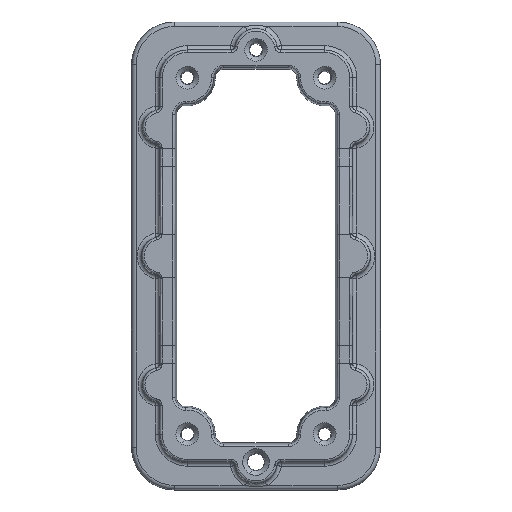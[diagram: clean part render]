
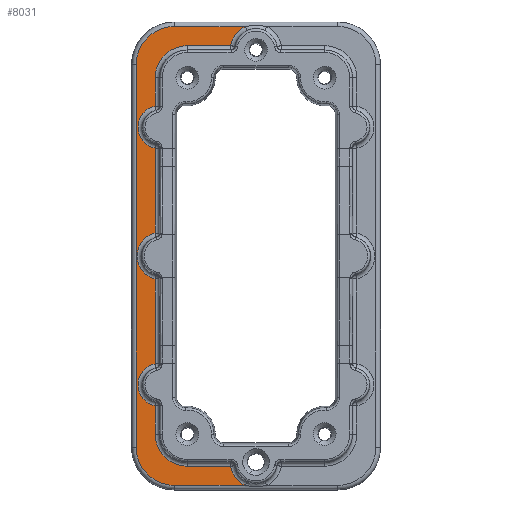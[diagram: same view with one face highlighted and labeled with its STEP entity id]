
A CAD part, top view. The second image highlights one B-rep face of the part: STEP entity #8031.
In plain terms, the highlighted planar face has unit normal (0, 0, 1).
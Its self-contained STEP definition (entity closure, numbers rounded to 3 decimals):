
#6247=AXIS2_PLACEMENT_3D('Circle Axis2P3D',#6245,#6246,$) ;
#6295=AXIS2_PLACEMENT_3D('Circle Axis2P3D',#6293,#6294,$) ;
#7906=AXIS2_PLACEMENT_3D('Plane Axis2P3D',#7903,#7904,#7905) ;
#7924=AXIS2_PLACEMENT_3D('Circle Axis2P3D',#7922,#7923,$) ;
#7938=AXIS2_PLACEMENT_3D('Circle Axis2P3D',#7936,#7937,$) ;
#7952=AXIS2_PLACEMENT_3D('Circle Axis2P3D',#7950,#7951,$) ;
#7966=AXIS2_PLACEMENT_3D('Circle Axis2P3D',#7964,#7965,$) ;
#7980=AXIS2_PLACEMENT_3D('Circle Axis2P3D',#7978,#7979,$) ;
#7994=AXIS2_PLACEMENT_3D('Circle Axis2P3D',#7992,#7993,$) ;
#8008=AXIS2_PLACEMENT_3D('Circle Axis2P3D',#8006,#8007,$) ;
#6235=CARTESIAN_POINT('Vertex',(10.,107.942,4.3)) ;
#6242=CARTESIAN_POINT('Vertex',(1.058,99.,4.3)) ;
#6245=CARTESIAN_POINT('Axis2P3D Location',(10.,99.,4.3)) ;
#6266=CARTESIAN_POINT('Vertex',(1.058,10.,4.3)) ;
#6269=CARTESIAN_POINT('Line Origine',(1.058,54.5,4.3)) ;
#6290=CARTESIAN_POINT('Vertex',(10.,1.058,4.3)) ;
#6293=CARTESIAN_POINT('Axis2P3D Location',(10.,10.,4.3)) ;
#7903=CARTESIAN_POINT('Axis2P3D Location',(29.,54.5,4.3)) ;
#7908=CARTESIAN_POINT('Line Origine',(18.258,107.942,4.3)) ;
#7912=CARTESIAN_POINT('Vertex',(26.515,107.942,4.3)) ;
#7915=CARTESIAN_POINT('Line Origine',(18.258,1.058,4.3)) ;
#7919=CARTESIAN_POINT('Vertex',(26.515,1.058,4.3)) ;
#7922=CARTESIAN_POINT('Axis2P3D Location',(29.,6.5,4.3)) ;
#7926=CARTESIAN_POINT('Vertex',(23.099,5.517,4.3)) ;
#7929=CARTESIAN_POINT('Line Origine',(18.049,5.517,4.3)) ;
#7933=CARTESIAN_POINT('Vertex',(13.,5.517,4.3)) ;
#7936=CARTESIAN_POINT('Axis2P3D Location',(13.,13.,4.3)) ;
#7940=CARTESIAN_POINT('Vertex',(5.517,13.,4.3)) ;
#7943=CARTESIAN_POINT('Line Origine',(5.517,16.308,4.3)) ;
#7947=CARTESIAN_POINT('Vertex',(5.517,19.615,4.3)) ;
#7950=CARTESIAN_POINT('Axis2P3D Location',(6.5,24.5,4.3)) ;
#7954=CARTESIAN_POINT('Vertex',(5.517,29.385,4.3)) ;
#7957=CARTESIAN_POINT('Line Origine',(5.517,39.277,4.3)) ;
#7961=CARTESIAN_POINT('Vertex',(5.517,49.169,4.3)) ;
#7964=CARTESIAN_POINT('Axis2P3D Location',(6.8,54.5,4.3)) ;
#7968=CARTESIAN_POINT('Vertex',(5.517,59.831,4.3)) ;
#7971=CARTESIAN_POINT('Line Origine',(5.517,69.723,4.3)) ;
#7975=CARTESIAN_POINT('Vertex',(5.517,79.615,4.3)) ;
#7978=CARTESIAN_POINT('Axis2P3D Location',(6.5,84.5,4.3)) ;
#7982=CARTESIAN_POINT('Vertex',(5.517,89.385,4.3)) ;
#7985=CARTESIAN_POINT('Line Origine',(5.517,92.692,4.3)) ;
#7989=CARTESIAN_POINT('Vertex',(5.517,96.,4.3)) ;
#7992=CARTESIAN_POINT('Axis2P3D Location',(13.,96.,4.3)) ;
#7996=CARTESIAN_POINT('Vertex',(13.,103.483,4.3)) ;
#7999=CARTESIAN_POINT('Line Origine',(18.049,103.483,4.3)) ;
#8003=CARTESIAN_POINT('Vertex',(23.099,103.483,4.3)) ;
#8006=CARTESIAN_POINT('Axis2P3D Location',(29.,102.5,4.3)) ;
#6246=DIRECTION('Axis2P3D Direction',(0.,-0.,1.)) ;
#6270=DIRECTION('Vector Direction',(0.,1.,0.)) ;
#6294=DIRECTION('Axis2P3D Direction',(0.,0.,1.)) ;
#7904=DIRECTION('Axis2P3D Direction',(-0.,0.,1.)) ;
#7905=DIRECTION('Axis2P3D XDirection',(0.,-1.,0.)) ;
#7909=DIRECTION('Vector Direction',(-1.,0.,0.)) ;
#7916=DIRECTION('Vector Direction',(1.,0.,0.)) ;
#7923=DIRECTION('Axis2P3D Direction',(-0.,0.,1.)) ;
#7930=DIRECTION('Vector Direction',(1.,0.,0.)) ;
#7937=DIRECTION('Axis2P3D Direction',(-0.,0.,1.)) ;
#7944=DIRECTION('Vector Direction',(0.,-1.,0.)) ;
#7951=DIRECTION('Axis2P3D Direction',(-0.,0.,1.)) ;
#7958=DIRECTION('Vector Direction',(0.,-1.,0.)) ;
#7965=DIRECTION('Axis2P3D Direction',(-0.,0.,1.)) ;
#7972=DIRECTION('Vector Direction',(0.,-1.,0.)) ;
#7979=DIRECTION('Axis2P3D Direction',(-0.,0.,1.)) ;
#7986=DIRECTION('Vector Direction',(0.,-1.,0.)) ;
#7993=DIRECTION('Axis2P3D Direction',(-0.,0.,1.)) ;
#8000=DIRECTION('Vector Direction',(1.,0.,0.)) ;
#8007=DIRECTION('Axis2P3D Direction',(-0.,0.,1.)) ;
#6271=VECTOR('Line Direction',#6270,1.) ;
#7910=VECTOR('Line Direction',#7909,1.) ;
#7917=VECTOR('Line Direction',#7916,1.) ;
#7931=VECTOR('Line Direction',#7930,1.) ;
#7945=VECTOR('Line Direction',#7944,1.) ;
#7959=VECTOR('Line Direction',#7958,1.) ;
#7973=VECTOR('Line Direction',#7972,1.) ;
#7987=VECTOR('Line Direction',#7986,1.) ;
#8001=VECTOR('Line Direction',#8000,1.) ;
#8012=ORIENTED_EDGE('',*,*,#7914,.T.) ;
#8013=ORIENTED_EDGE('',*,*,#6249,.T.) ;
#8014=ORIENTED_EDGE('',*,*,#6273,.T.) ;
#8015=ORIENTED_EDGE('',*,*,#6297,.T.) ;
#8016=ORIENTED_EDGE('',*,*,#7921,.T.) ;
#8017=ORIENTED_EDGE('',*,*,#7928,.F.) ;
#8018=ORIENTED_EDGE('',*,*,#7935,.F.) ;
#8019=ORIENTED_EDGE('',*,*,#7942,.F.) ;
#8020=ORIENTED_EDGE('',*,*,#7949,.F.) ;
#8021=ORIENTED_EDGE('',*,*,#7956,.F.) ;
#8022=ORIENTED_EDGE('',*,*,#7963,.F.) ;
#8023=ORIENTED_EDGE('',*,*,#7970,.F.) ;
#8024=ORIENTED_EDGE('',*,*,#7977,.F.) ;
#8025=ORIENTED_EDGE('',*,*,#7984,.F.) ;
#8026=ORIENTED_EDGE('',*,*,#7991,.F.) ;
#8027=ORIENTED_EDGE('',*,*,#7998,.F.) ;
#8028=ORIENTED_EDGE('',*,*,#8005,.F.) ;
#8029=ORIENTED_EDGE('',*,*,#8010,.F.) ;
#8031=ADVANCED_FACE('Hauptk\X2\00F6\X0\rper',(#8030),#7907,.T.) ;
#6248=CIRCLE('generated circle',#6247,8.942) ;
#6296=CIRCLE('generated circle',#6295,8.942) ;
#7925=CIRCLE('generated circle',#7924,5.983) ;
#7939=CIRCLE('generated circle',#7938,7.483) ;
#7953=CIRCLE('generated circle',#7952,4.983) ;
#7967=CIRCLE('generated circle',#7966,5.483) ;
#7981=CIRCLE('generated circle',#7980,4.983) ;
#7995=CIRCLE('generated circle',#7994,7.483) ;
#8009=CIRCLE('generated circle',#8008,5.983) ;
#6249=EDGE_CURVE('',#6236,#6243,#6248,.T.) ;
#6273=EDGE_CURVE('',#6243,#6267,#6272,.F.) ;
#6297=EDGE_CURVE('',#6267,#6291,#6296,.T.) ;
#7914=EDGE_CURVE('',#7913,#6236,#7911,.T.) ;
#7921=EDGE_CURVE('',#6291,#7920,#7918,.T.) ;
#7928=EDGE_CURVE('',#7927,#7920,#7925,.T.) ;
#7935=EDGE_CURVE('',#7934,#7927,#7932,.T.) ;
#7942=EDGE_CURVE('',#7941,#7934,#7939,.T.) ;
#7949=EDGE_CURVE('',#7948,#7941,#7946,.T.) ;
#7956=EDGE_CURVE('',#7955,#7948,#7953,.T.) ;
#7963=EDGE_CURVE('',#7962,#7955,#7960,.T.) ;
#7970=EDGE_CURVE('',#7969,#7962,#7967,.T.) ;
#7977=EDGE_CURVE('',#7976,#7969,#7974,.T.) ;
#7984=EDGE_CURVE('',#7983,#7976,#7981,.T.) ;
#7991=EDGE_CURVE('',#7990,#7983,#7988,.T.) ;
#7998=EDGE_CURVE('',#7997,#7990,#7995,.T.) ;
#8005=EDGE_CURVE('',#8004,#7997,#8002,.F.) ;
#8010=EDGE_CURVE('',#7913,#8004,#8009,.T.) ;
#8011=EDGE_LOOP('',(#8012,#8013,#8014,#8015,#8016,#8017,#8018,#8019,#8020,#8021,#8022,#8023,#8024,#8025,#8026,#8027,#8028,#8029)) ;
#8030=FACE_OUTER_BOUND('',#8011,.T.) ;
#6272=LINE('Line',#6269,#6271) ;
#7911=LINE('Line',#7908,#7910) ;
#7918=LINE('Line',#7915,#7917) ;
#7932=LINE('Line',#7929,#7931) ;
#7946=LINE('Line',#7943,#7945) ;
#7960=LINE('Line',#7957,#7959) ;
#7974=LINE('Line',#7971,#7973) ;
#7988=LINE('Line',#7985,#7987) ;
#8002=LINE('Line',#7999,#8001) ;
#7907=PLANE('',#7906) ;
#6236=VERTEX_POINT('',#6235) ;
#6243=VERTEX_POINT('',#6242) ;
#6267=VERTEX_POINT('',#6266) ;
#6291=VERTEX_POINT('',#6290) ;
#7913=VERTEX_POINT('',#7912) ;
#7920=VERTEX_POINT('',#7919) ;
#7927=VERTEX_POINT('',#7926) ;
#7934=VERTEX_POINT('',#7933) ;
#7941=VERTEX_POINT('',#7940) ;
#7948=VERTEX_POINT('',#7947) ;
#7955=VERTEX_POINT('',#7954) ;
#7962=VERTEX_POINT('',#7961) ;
#7969=VERTEX_POINT('',#7968) ;
#7976=VERTEX_POINT('',#7975) ;
#7983=VERTEX_POINT('',#7982) ;
#7990=VERTEX_POINT('',#7989) ;
#7997=VERTEX_POINT('',#7996) ;
#8004=VERTEX_POINT('',#8003) ;
